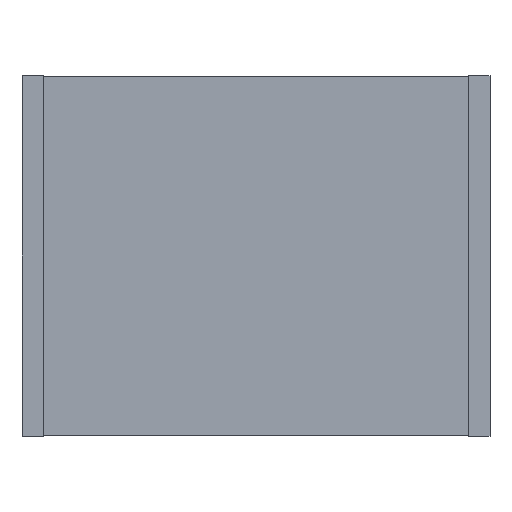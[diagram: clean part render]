
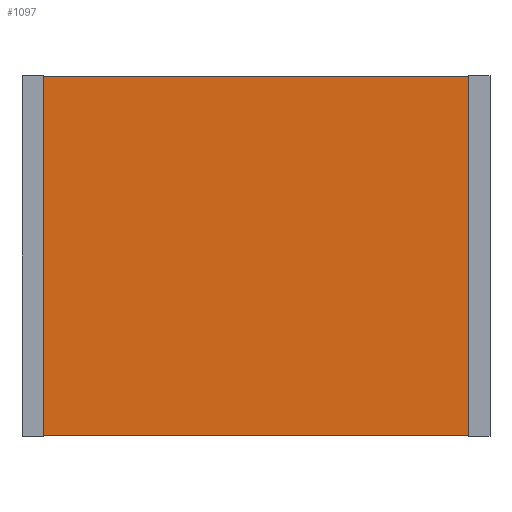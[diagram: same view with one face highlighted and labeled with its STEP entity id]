
A CAD part, front view. The second image highlights one B-rep face of the part: STEP entity #1097.
In plain terms, the highlighted planar face has unit normal (0, -1, 0).
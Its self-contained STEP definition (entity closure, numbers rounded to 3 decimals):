
#166 = LINE ( 'NONE', #1522, #1492 ) ;
#238 = CARTESIAN_POINT ( 'NONE',  ( 10.39, 0., -8.38 ) ) ;
#292 = CARTESIAN_POINT ( 'NONE',  ( 0.49, 0., -8.38 ) ) ;
#369 = EDGE_LOOP ( 'NONE', ( #1177, #1842, #1480, #1614 ) ) ;
#379 = DIRECTION ( 'NONE',  ( 0., 0., -1. ) ) ;
#582 = CARTESIAN_POINT ( 'NONE',  ( 0., 0., 0. ) ) ;
#602 = EDGE_CURVE ( 'NONE', #2101, #1027, #1220, .T. ) ;
#734 = FACE_OUTER_BOUND ( 'NONE', #369, .T. ) ;
#836 = EDGE_CURVE ( 'NONE', #1867, #1862, #2091, .T. ) ;
#937 = CARTESIAN_POINT ( 'NONE',  ( 0.49, 0., 0. ) ) ;
#943 = DIRECTION ( 'NONE',  ( 1., 0., 0. ) ) ;
#954 = VECTOR ( 'NONE', #1910, 1000. ) ;
#1000 = DIRECTION ( 'NONE',  ( 0., -1., 0. ) ) ;
#1027 = VERTEX_POINT ( 'NONE', #1335 ) ;
#1097 = ADVANCED_FACE ( 'NONE', ( #734 ), #1705, .T. ) ;
#1177 = ORIENTED_EDGE ( 'NONE', *, *, #1678, .F. ) ;
#1220 = LINE ( 'NONE', #1944, #2281 ) ;
#1321 = CARTESIAN_POINT ( 'NONE',  ( 0., 0., -8.38 ) ) ;
#1335 = CARTESIAN_POINT ( 'NONE',  ( 10.39, 0., 0. ) ) ;
#1387 = DIRECTION ( 'NONE',  ( 0., 0., -1. ) ) ;
#1480 = ORIENTED_EDGE ( 'NONE', *, *, #2399, .F. ) ;
#1492 = VECTOR ( 'NONE', #943, 1000. ) ;
#1522 = CARTESIAN_POINT ( 'NONE',  ( 0., 0., 0. ) ) ;
#1614 = ORIENTED_EDGE ( 'NONE', *, *, #836, .T. ) ;
#1678 = EDGE_CURVE ( 'NONE', #2101, #1862, #2261, .T. ) ;
#1705 = PLANE ( 'NONE',  #1880 ) ;
#1745 = DIRECTION ( 'NONE',  ( 0., 0., 1. ) ) ;
#1842 = ORIENTED_EDGE ( 'NONE', *, *, #602, .T. ) ;
#1862 = VERTEX_POINT ( 'NONE', #292 ) ;
#1867 = VERTEX_POINT ( 'NONE', #2441 ) ;
#1880 = AXIS2_PLACEMENT_3D ( 'NONE', #582, #1000, #1387 ) ;
#1910 = DIRECTION ( 'NONE',  ( -1., 0., 0. ) ) ;
#1944 = CARTESIAN_POINT ( 'NONE',  ( 10.39, 0., 0. ) ) ;
#2091 = LINE ( 'NONE', #937, #2201 ) ;
#2101 = VERTEX_POINT ( 'NONE', #238 ) ;
#2201 = VECTOR ( 'NONE', #379, 1000. ) ;
#2261 = LINE ( 'NONE', #1321, #954 ) ;
#2281 = VECTOR ( 'NONE', #1745, 1000. ) ;
#2399 = EDGE_CURVE ( 'NONE', #1867, #1027, #166, .T. ) ;
#2441 = CARTESIAN_POINT ( 'NONE',  ( 0.49, 0., 0. ) ) ;
